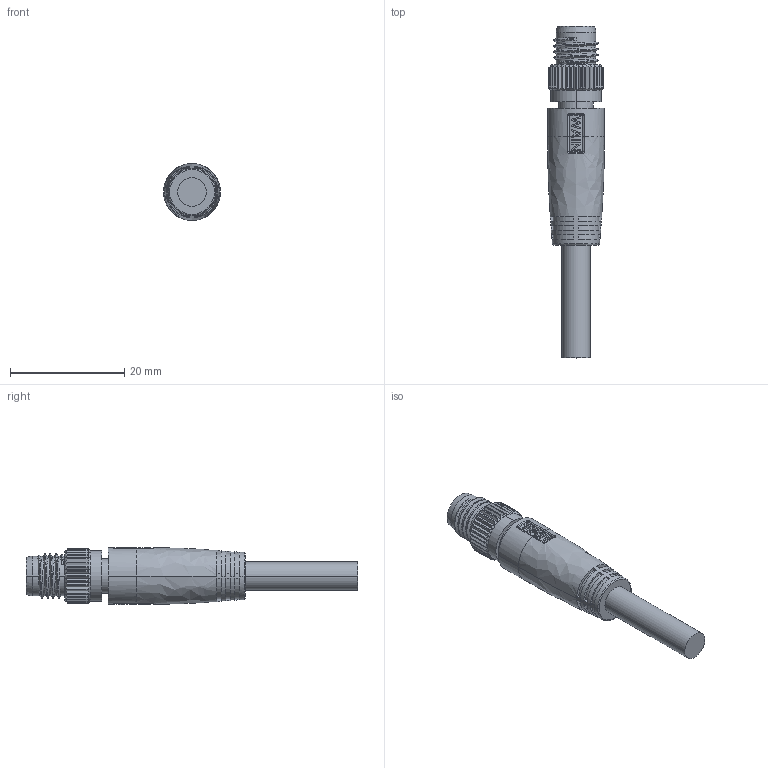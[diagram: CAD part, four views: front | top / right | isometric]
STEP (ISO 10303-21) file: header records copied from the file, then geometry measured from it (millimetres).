
FILE_DESCRIPTION((''),'2;1');
FILE_NAME('M8-MC04-T_SW0001','2017-06-09T',('zq.xu'),(''),'PRO/ENGINEER BY PARAMETRIC TECHNOLOGY CORPORATION, 2012480','PRO/ENGINEER BY PARAMETRIC TECHNOLOGY CORPORATION, 2012480','');
FILE_SCHEMA(('AUTOMOTIVE_DESIGN { 1 0 10303 214 1 1 1 1 }'));
Length unit declared in the file: millimetre
Products named in the file (1): M8-MC04-T_SW0001
Bounding box: 10 x 58.2 x 10 mm (x, y, z)
Volume: 2623 mm3; surface area: 2541.7 mm2
Topology: 1 solids, 1 shells, 405 faces, 1080 edges, 694 vertices
Faces by surface type: plane 211, cylinder 111, bspline 46, cone 17, torus 12, sphere 8
Entity records: 16041 total; most frequent: CARTESIAN_POINT 6601, ORIENTED_EDGE 2144, DIRECTION 1698, EDGE_CURVE 1072, VERTEX_POINT 694, AXIS2_PLACEMENT_3D 651, EDGE_LOOP 430, FACE_OUTER_BOUND 405
